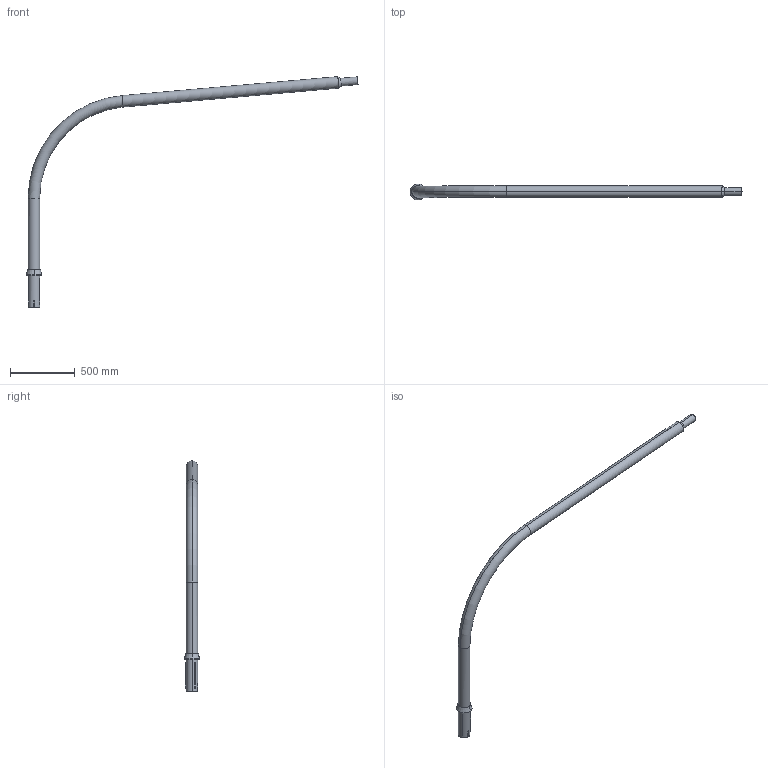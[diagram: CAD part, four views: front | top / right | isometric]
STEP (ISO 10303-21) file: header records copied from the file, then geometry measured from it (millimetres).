
FILE_DESCRIPTION (( 'STEP AP214' ), '1' );
FILE_NAME ('130440KXXX P225CO 4608247 P-OLAKEVARSI_3D.step', '2022-05-28T14:37:09', ( '' ), ( '' ), 'SwSTEP 2.0', 'SolidWorks 2021', '' );
FILE_SCHEMA (( 'AUTOMOTIVE_DESIGN' ));
Length unit declared in the file: millimetre
Products named in the file (4): OLAKEVARREN LATTA_LATTA 3X7,5X200; SOVITERENGAS OLAKEVARSI_SOVITERENGAS D89-D114; 130440KXXX P225CO 4608247 P-OLAKEVARSI_3D; P-OLAKEVARREN AIHIO_P225CO
Assembly tree (5 placements, depth 2):
  130440KXXX P225CO 4608247 P-OLAKEVARSI_3D
    P-OLAKEVARREN AIHIO_P225CO
    SOVITERENGAS OLAKEVARSI_SOVITERENGAS D89-D114
    OLAKEVARREN LATTA_LATTA 3X7,5X200  x3
Bounding box: 2564.15 x 122.72 x 1781.28 mm (x, y, z)
Volume: 3274878.3 mm3; surface area: 2056565.1 mm2
Topology: 5 solids, 5 shells, 69 faces, 150 edges, 90 vertices
Faces by surface type: plane 27, cylinder 20, torus 10, cone 10, bspline 2
Entity records: 2152 total; most frequent: CARTESIAN_POINT 691, DIRECTION 312, ORIENTED_EDGE 252, AXIS2_PLACEMENT_3D 127, EDGE_CURVE 126, VERTEX_POINT 74, CIRCLE 64, EDGE_LOOP 60
